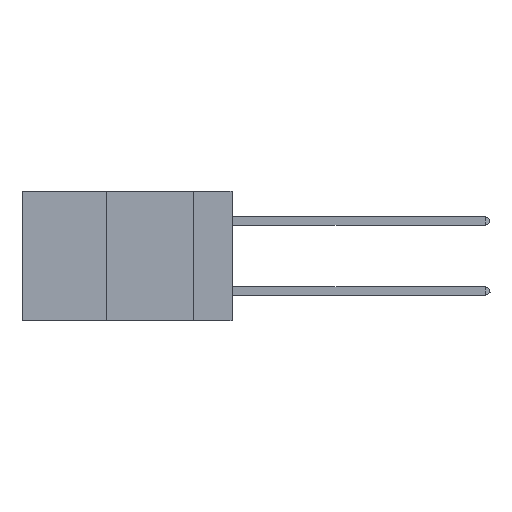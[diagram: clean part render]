
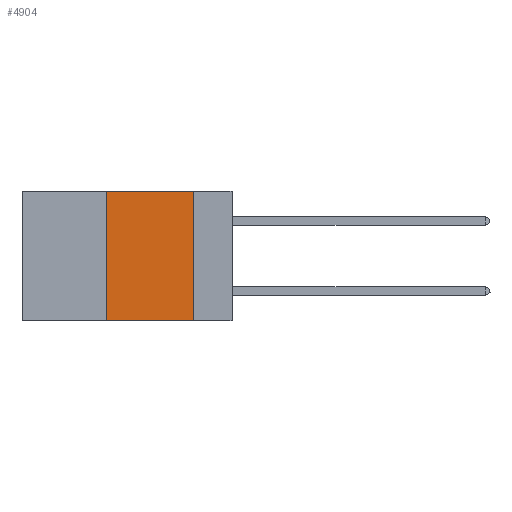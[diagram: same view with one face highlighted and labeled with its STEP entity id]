
A CAD part, left-side view. The second image highlights one B-rep face of the part: STEP entity #4904.
In plain terms, the highlighted planar face has unit normal (-1, 0, 0).
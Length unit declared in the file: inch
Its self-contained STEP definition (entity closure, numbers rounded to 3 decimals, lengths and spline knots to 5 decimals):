
#1260 = DIRECTION ( 'NONE',  ( 1., 0., 0. ) ) ;
#4904 = ADVANCED_FACE ( 'NONE', ( #11406 ), #28917, .F. ) ;
#5563 = ORIENTED_EDGE ( 'NONE', *, *, #7572, .F. ) ;
#7502 = LINE ( 'NONE', #41913, #40203 ) ;
#7572 = EDGE_CURVE ( 'NONE', #31954, #26138, #11195, .T. ) ;
#8834 = CARTESIAN_POINT ( 'NONE',  ( 0., 0.36, 0. ) ) ;
#9331 = VERTEX_POINT ( 'NONE', #12593 ) ;
#10093 = LINE ( 'NONE', #26957, #29884 ) ;
#11195 = LINE ( 'NONE', #11633, #21317 ) ;
#11406 = FACE_OUTER_BOUND ( 'NONE', #27899, .T. ) ;
#11633 = CARTESIAN_POINT ( 'NONE',  ( 0., 0.6, 0. ) ) ;
#11970 = EDGE_CURVE ( 'NONE', #26138, #29709, #7502, .T. ) ;
#12593 = CARTESIAN_POINT ( 'NONE',  ( 0., 0.36, -0.37 ) ) ;
#13694 = CARTESIAN_POINT ( 'NONE',  ( 0., 0.11, -0.37 ) ) ;
#20470 = ORIENTED_EDGE ( 'NONE', *, *, #28894, .F. ) ;
#20832 = EDGE_CURVE ( 'NONE', #9331, #29709, #10093, .T. ) ;
#21317 = VECTOR ( 'NONE', #21537, 39.37008 ) ;
#21537 = DIRECTION ( 'NONE',  ( 0., -1., 0. ) ) ;
#23293 = ORIENTED_EDGE ( 'NONE', *, *, #20832, .T. ) ;
#23619 = CARTESIAN_POINT ( 'NONE',  ( 0., 0.11, 0. ) ) ;
#26138 = VERTEX_POINT ( 'NONE', #23619 ) ;
#26957 = CARTESIAN_POINT ( 'NONE',  ( 0., 0.6, -0.37 ) ) ;
#27899 = EDGE_LOOP ( 'NONE', ( #34815, #5563, #20470, #23293 ) ) ;
#28440 = DIRECTION ( 'NONE',  ( 0., 0., -1. ) ) ;
#28894 = EDGE_CURVE ( 'NONE', #9331, #31954, #39620, .T. ) ;
#28917 = PLANE ( 'NONE',  #42793 ) ;
#29709 = VERTEX_POINT ( 'NONE', #13694 ) ;
#29884 = VECTOR ( 'NONE', #34368, 39.37008 ) ;
#30198 = DIRECTION ( 'NONE',  ( 0., 0., 1. ) ) ;
#31954 = VERTEX_POINT ( 'NONE', #36953 ) ;
#34368 = DIRECTION ( 'NONE',  ( 0., -1., 0. ) ) ;
#34815 = ORIENTED_EDGE ( 'NONE', *, *, #11970, .F. ) ;
#34859 = VECTOR ( 'NONE', #30198, 39.37008 ) ;
#36953 = CARTESIAN_POINT ( 'NONE',  ( 0., 0.36, 0. ) ) ;
#38804 = CARTESIAN_POINT ( 'NONE',  ( 0., 0.6, 0. ) ) ;
#39620 = LINE ( 'NONE', #8834, #34859 ) ;
#40203 = VECTOR ( 'NONE', #28440, 39.37008 ) ;
#41913 = CARTESIAN_POINT ( 'NONE',  ( 0., 0.11, 0. ) ) ;
#42403 = DIRECTION ( 'NONE',  ( 0., 0., -1. ) ) ;
#42793 = AXIS2_PLACEMENT_3D ( 'NONE', #38804, #1260, #42403 ) ;
